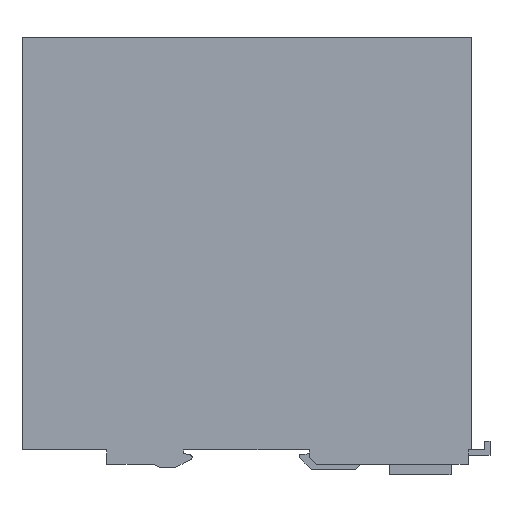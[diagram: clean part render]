
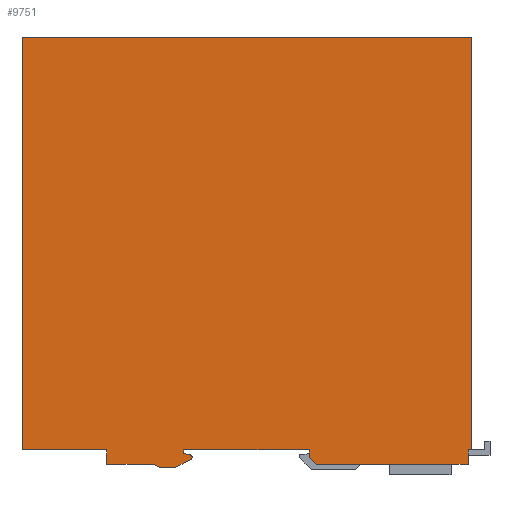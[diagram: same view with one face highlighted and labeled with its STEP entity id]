
A CAD part, left-side view. The second image highlights one B-rep face of the part: STEP entity #9751.
In plain terms, the highlighted planar face has unit normal (-1, 0, 0).
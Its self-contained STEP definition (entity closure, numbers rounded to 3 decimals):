
#56 = VERTEX_POINT ( 'NONE', #987 ) ;
#98 = VECTOR ( 'NONE', #14212, 1000. ) ;
#329 = DIRECTION ( 'NONE',  ( 0., 0., -1. ) ) ;
#638 = VERTEX_POINT ( 'NONE', #13978 ) ;
#870 = ORIENTED_EDGE ( 'NONE', *, *, #15856, .T. ) ;
#924 = CARTESIAN_POINT ( 'NONE',  ( -15., 16.4, -118.82 ) ) ;
#939 = DIRECTION ( 'NONE',  ( 0., -1., 0. ) ) ;
#966 = DIRECTION ( 'NONE',  ( 0., 0., 1. ) ) ;
#987 = CARTESIAN_POINT ( 'NONE',  ( -15., -63.5, -116.5 ) ) ;
#1037 = EDGE_CURVE ( 'NONE', #12500, #10004, #17262, .T. ) ;
#1091 = LINE ( 'NONE', #6649, #10720 ) ;
#1125 = CARTESIAN_POINT ( 'NONE',  ( -15., 0., -116.5 ) ) ;
#1219 = LINE ( 'NONE', #6957, #4362 ) ;
#1265 = CARTESIAN_POINT ( 'NONE',  ( -15., 39.6, -120.5 ) ) ;
#1382 = VERTEX_POINT ( 'NONE', #2998 ) ;
#1411 = CARTESIAN_POINT ( 'NONE',  ( -15., 15.953, -119.276 ) ) ;
#1412 = VERTEX_POINT ( 'NONE', #13291 ) ;
#1609 = PLANE ( 'NONE',  #14959 ) ;
#1734 = LINE ( 'NONE', #6000, #3376 ) ;
#2021 = VECTOR ( 'NONE', #17960, 1000. ) ;
#2278 = CARTESIAN_POINT ( 'NONE',  ( -15., 16.4, -118.382 ) ) ;
#2299 = CARTESIAN_POINT ( 'NONE',  ( -15., 39.6, -121.5 ) ) ;
#2547 = DIRECTION ( 'NONE',  ( 0., 0.707, 0.707 ) ) ;
#2594 = EDGE_CURVE ( 'NONE', #1382, #3870, #1219, .T. ) ;
#2694 = CARTESIAN_POINT ( 'NONE',  ( -15., 39.6, -116.5 ) ) ;
#2707 = ORIENTED_EDGE ( 'NONE', *, *, #5245, .T. ) ;
#2765 = VECTOR ( 'NONE', #7506, 1000. ) ;
#2875 = EDGE_CURVE ( 'NONE', #7033, #6014, #8632, .T. ) ;
#2893 = ORIENTED_EDGE ( 'NONE', *, *, #15409, .F. ) ;
#2998 = CARTESIAN_POINT ( 'NONE',  ( -15., -62.4, -120.5 ) ) ;
#3001 = CARTESIAN_POINT ( 'NONE',  ( -15., 16.204, -117.839 ) ) ;
#3100 = EDGE_CURVE ( 'NONE', #16016, #7033, #5735, .T. ) ;
#3280 = DIRECTION ( 'NONE',  ( 0., 1., 0. ) ) ;
#3376 = VECTOR ( 'NONE', #8825, 1000. ) ;
#3434 = LINE ( 'NONE', #12817, #14658 ) ;
#3540 = ORIENTED_EDGE ( 'NONE', *, *, #4825, .T. ) ;
#3619 = VECTOR ( 'NONE', #966, 1000. ) ;
#3870 = VERTEX_POINT ( 'NONE', #14237 ) ;
#4002 = EDGE_CURVE ( 'NONE', #12915, #4928, #12228, .T. ) ;
#4362 = VECTOR ( 'NONE', #12512, 1000. ) ;
#4380 = EDGE_CURVE ( 'NONE', #11850, #1412, #16043, .T. ) ;
#4565 = VERTEX_POINT ( 'NONE', #13738 ) ;
#4739 = CARTESIAN_POINT ( 'NONE',  ( -15., 39.6, -120.5 ) ) ;
#4825 = EDGE_CURVE ( 'NONE', #56, #13613, #6183, .T. ) ;
#4850 = CARTESIAN_POINT ( 'NONE',  ( -15., 63.5, 0. ) ) ;
#4928 = VERTEX_POINT ( 'NONE', #6544 ) ;
#4944 = ORIENTED_EDGE ( 'NONE', *, *, #12290, .F. ) ;
#5013 = ORIENTED_EDGE ( 'NONE', *, *, #9414, .T. ) ;
#5245 = EDGE_CURVE ( 'NONE', #13613, #11850, #3434, .T. ) ;
#5405 = VERTEX_POINT ( 'NONE', #9436 ) ;
#5414 = VECTOR ( 'NONE', #10055, 1000. ) ;
#5735 = LINE ( 'NONE', #3001, #98 ) ;
#5889 = CARTESIAN_POINT ( 'NONE',  ( -15., -62.4, -116.5 ) ) ;
#5927 = VECTOR ( 'NONE', #17678, 1000. ) ;
#6000 = CARTESIAN_POINT ( 'NONE',  ( -15., -62.4, -121.5 ) ) ;
#6014 = VERTEX_POINT ( 'NONE', #10032 ) ;
#6128 = EDGE_CURVE ( 'NONE', #5405, #12915, #6478, .T. ) ;
#6183 = LINE ( 'NONE', #8745, #7100 ) ;
#6191 = LINE ( 'NONE', #4739, #16830 ) ;
#6264 = EDGE_CURVE ( 'NONE', #638, #4565, #12304, .T. ) ;
#6406 = ORIENTED_EDGE ( 'NONE', *, *, #1037, .F. ) ;
#6478 = LINE ( 'NONE', #2299, #11329 ) ;
#6482 = DIRECTION ( 'NONE',  ( 0., 0.894, 0.447 ) ) ;
#6544 = CARTESIAN_POINT ( 'NONE',  ( -15., 26.4, -120.5 ) ) ;
#6607 = DIRECTION ( 'NONE',  ( 0., 0.894, -0.447 ) ) ;
#6649 = CARTESIAN_POINT ( 'NONE',  ( -15., -17.6, -118.5 ) ) ;
#6957 = CARTESIAN_POINT ( 'NONE',  ( -15., -19.6, -120.5 ) ) ;
#7033 = VERTEX_POINT ( 'NONE', #12327 ) ;
#7100 = VECTOR ( 'NONE', #11834, 1000. ) ;
#7167 = CARTESIAN_POINT ( 'NONE',  ( -15., 0., 0. ) ) ;
#7442 = DIRECTION ( 'NONE',  ( 0., 1., 0. ) ) ;
#7506 = DIRECTION ( 'NONE',  ( 0., 0., -1. ) ) ;
#7524 = AXIS2_PLACEMENT_3D ( 'NONE', #2278, #7570, #13116 ) ;
#7570 = DIRECTION ( 'NONE',  ( 1., 0., 0. ) ) ;
#7581 = CARTESIAN_POINT ( 'NONE',  ( -15., 0., -116.5 ) ) ;
#7591 = EDGE_CURVE ( 'NONE', #6014, #14439, #15662, .T. ) ;
#7726 = EDGE_LOOP ( 'NONE', ( #6406, #4944, #12319, #11355, #2893, #16877, #14964, #14293, #15455, #14791, #13594, #9423, #13306, #5013, #13952, #3540, #2707, #10238, #870 ) ) ;
#7858 = DIRECTION ( 'NONE',  ( 0., 1., 0. ) ) ;
#8632 = CIRCLE ( 'NONE', #17677, 1. ) ;
#8723 = FACE_OUTER_BOUND ( 'NONE', #7726, .T. ) ;
#8745 = CARTESIAN_POINT ( 'NONE',  ( -15., -63.5, 0. ) ) ;
#8825 = DIRECTION ( 'NONE',  ( 0., 0., 1. ) ) ;
#9414 = EDGE_CURVE ( 'NONE', #1382, #9759, #1734, .T. ) ;
#9423 = ORIENTED_EDGE ( 'NONE', *, *, #12439, .F. ) ;
#9431 = CARTESIAN_POINT ( 'NONE',  ( -15., 20.4, -121.5 ) ) ;
#9436 = CARTESIAN_POINT ( 'NONE',  ( -15., 20.4, -121.5 ) ) ;
#9480 = DIRECTION ( 'NONE',  ( 1., 0., 0. ) ) ;
#9751 = ADVANCED_FACE ( 'NONE', ( #8723 ), #1609, .F. ) ;
#9759 = VERTEX_POINT ( 'NONE', #5889 ) ;
#9875 = EDGE_CURVE ( 'NONE', #14141, #4565, #16018, .T. ) ;
#10004 = VERTEX_POINT ( 'NONE', #2694 ) ;
#10032 = CARTESIAN_POINT ( 'NONE',  ( -15., 15.424, -118.601 ) ) ;
#10055 = DIRECTION ( 'NONE',  ( 0., 0., 1. ) ) ;
#10158 = CARTESIAN_POINT ( 'NONE',  ( -15., 39.6, -121.5 ) ) ;
#10238 = ORIENTED_EDGE ( 'NONE', *, *, #4380, .T. ) ;
#10308 = DIRECTION ( 'NONE',  ( 0., -1., 0. ) ) ;
#10398 = LINE ( 'NONE', #7581, #12481 ) ;
#10720 = VECTOR ( 'NONE', #2547, 1000. ) ;
#11329 = VECTOR ( 'NONE', #7858, 1000. ) ;
#11355 = ORIENTED_EDGE ( 'NONE', *, *, #6128, .F. ) ;
#11763 = VECTOR ( 'NONE', #6482, 1000. ) ;
#11834 = DIRECTION ( 'NONE',  ( 0., 0., 1. ) ) ;
#11850 = VERTEX_POINT ( 'NONE', #4850 ) ;
#11857 = VECTOR ( 'NONE', #939, 1000. ) ;
#12144 = VECTOR ( 'NONE', #6607, 1000. ) ;
#12228 = LINE ( 'NONE', #13322, #11763 ) ;
#12290 = EDGE_CURVE ( 'NONE', #4928, #12500, #6191, .T. ) ;
#12304 = LINE ( 'NONE', #15132, #2021 ) ;
#12319 = ORIENTED_EDGE ( 'NONE', *, *, #4002, .F. ) ;
#12327 = CARTESIAN_POINT ( 'NONE',  ( -15., 16.204, -117.839 ) ) ;
#12439 = EDGE_CURVE ( 'NONE', #3870, #14141, #1091, .T. ) ;
#12481 = VECTOR ( 'NONE', #10308, 1000. ) ;
#12500 = VERTEX_POINT ( 'NONE', #1265 ) ;
#12512 = DIRECTION ( 'NONE',  ( 0., 1., 0. ) ) ;
#12664 = DIRECTION ( 'NONE',  ( 0., 0., 1. ) ) ;
#12817 = CARTESIAN_POINT ( 'NONE',  ( -15., 0., 0. ) ) ;
#12915 = VERTEX_POINT ( 'NONE', #18015 ) ;
#12962 = LINE ( 'NONE', #15609, #2765 ) ;
#13116 = DIRECTION ( 'NONE',  ( 0., 0., 1. ) ) ;
#13291 = CARTESIAN_POINT ( 'NONE',  ( -15., 63.5, -116.5 ) ) ;
#13306 = ORIENTED_EDGE ( 'NONE', *, *, #2594, .F. ) ;
#13322 = CARTESIAN_POINT ( 'NONE',  ( -15., 26.4, -120.5 ) ) ;
#13593 = LINE ( 'NONE', #1125, #11857 ) ;
#13594 = ORIENTED_EDGE ( 'NONE', *, *, #9875, .F. ) ;
#13613 = VERTEX_POINT ( 'NONE', #13831 ) ;
#13738 = CARTESIAN_POINT ( 'NONE',  ( -15., -17.6, -116.5 ) ) ;
#13831 = CARTESIAN_POINT ( 'NONE',  ( -15., -63.5, 0. ) ) ;
#13952 = ORIENTED_EDGE ( 'NONE', *, *, #17197, .T. ) ;
#13978 = CARTESIAN_POINT ( 'NONE',  ( -15., 17.9, -116.5 ) ) ;
#14090 = DIRECTION ( 'NONE',  ( 1., 0., 0. ) ) ;
#14141 = VERTEX_POINT ( 'NONE', #14540 ) ;
#14212 = DIRECTION ( 'NONE',  ( 0., -0.981, -0.196 ) ) ;
#14237 = CARTESIAN_POINT ( 'NONE',  ( -15., -19.6, -120.5 ) ) ;
#14293 = ORIENTED_EDGE ( 'NONE', *, *, #3100, .F. ) ;
#14439 = VERTEX_POINT ( 'NONE', #1411 ) ;
#14540 = CARTESIAN_POINT ( 'NONE',  ( -15., -17.6, -118.5 ) ) ;
#14556 = EDGE_CURVE ( 'NONE', #638, #16016, #12962, .T. ) ;
#14658 = VECTOR ( 'NONE', #7442, 1000. ) ;
#14791 = ORIENTED_EDGE ( 'NONE', *, *, #6264, .T. ) ;
#14959 = AXIS2_PLACEMENT_3D ( 'NONE', #7167, #14090, #329 ) ;
#14964 = ORIENTED_EDGE ( 'NONE', *, *, #2875, .F. ) ;
#15132 = CARTESIAN_POINT ( 'NONE',  ( -15., 0., -116.5 ) ) ;
#15409 = EDGE_CURVE ( 'NONE', #14439, #5405, #17472, .T. ) ;
#15455 = ORIENTED_EDGE ( 'NONE', *, *, #14556, .F. ) ;
#15609 = CARTESIAN_POINT ( 'NONE',  ( -15., 17.9, -117.5 ) ) ;
#15662 = CIRCLE ( 'NONE', #7524, 1. ) ;
#15772 = CARTESIAN_POINT ( 'NONE',  ( -15., 17.9, -117.5 ) ) ;
#15856 = EDGE_CURVE ( 'NONE', #1412, #10004, #13593, .T. ) ;
#16016 = VERTEX_POINT ( 'NONE', #15772 ) ;
#16018 = LINE ( 'NONE', #17478, #3619 ) ;
#16043 = LINE ( 'NONE', #16217, #5927 ) ;
#16217 = CARTESIAN_POINT ( 'NONE',  ( -15., 63.5, 0. ) ) ;
#16830 = VECTOR ( 'NONE', #3280, 1000. ) ;
#16877 = ORIENTED_EDGE ( 'NONE', *, *, #7591, .F. ) ;
#17197 = EDGE_CURVE ( 'NONE', #9759, #56, #10398, .T. ) ;
#17262 = LINE ( 'NONE', #10158, #5414 ) ;
#17472 = LINE ( 'NONE', #9431, #12144 ) ;
#17478 = CARTESIAN_POINT ( 'NONE',  ( -15., -17.6, -121.5 ) ) ;
#17677 = AXIS2_PLACEMENT_3D ( 'NONE', #924, #9480, #12664 ) ;
#17678 = DIRECTION ( 'NONE',  ( 0., 0., -1. ) ) ;
#17960 = DIRECTION ( 'NONE',  ( 0., -1., 0. ) ) ;
#18015 = CARTESIAN_POINT ( 'NONE',  ( -15., 24.4, -121.5 ) ) ;
